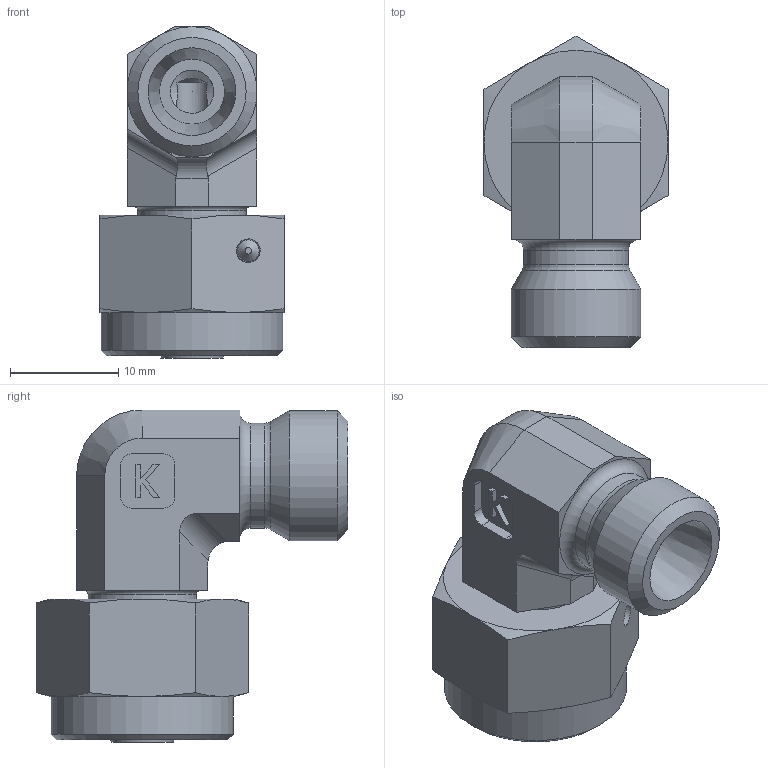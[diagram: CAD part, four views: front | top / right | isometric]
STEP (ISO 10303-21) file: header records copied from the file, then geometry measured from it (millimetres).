
FILE_DESCRIPTION((''),'2;1');
FILE_NAME('3565061206.stp','2014-09-11T09:11:19',(''),('KNOMI spol. s r. o.'),'Autodesk Inventor 2012','Autodesk Inventor 2012','');
FILE_SCHEMA(('AUTOMOTIVE_DESIGN { 1 2 10303 214 0 1 1 1 }'));
Length unit declared in the file: millimetre
Products named in the file (5): LSSO2 6L M12/M12 v.z "O" kr; 3575 06 1206; 395 0612; 9902012; 60704015
Assembly tree (4 placements, depth 2):
  LSSO2 6L M12/M12 v.z "O" kr
    3575 06 1206
    395 0612
    9902012
    60704015
Bounding box: 17 x 28.82 x 30.66 mm (x, y, z)
Volume: 5483.6 mm3; surface area: 4078.5 mm2
Topology: 4 solids, 4 shells, 113 faces, 258 edges, 163 vertices
Faces by surface type: plane 54, cone 27, cylinder 20, torus 11, bspline 1
Full cylindrical faces by diameter (mm): 2 x1, 2.2 x1, 3 x1, 4 x1, 6 x1, 9.7 x1, 10 x2, 10.376 x1, 10.4 x1, 12 x1, 16.8 x1
Entity records: 3376 total; most frequent: CARTESIAN_POINT 771, DIRECTION 502, ORIENTED_EDGE 428, EDGE_CURVE 214, AXIS2_PLACEMENT_3D 200, EDGE_LOOP 164, VERTEX_POINT 152, STYLED_ITEM 117
